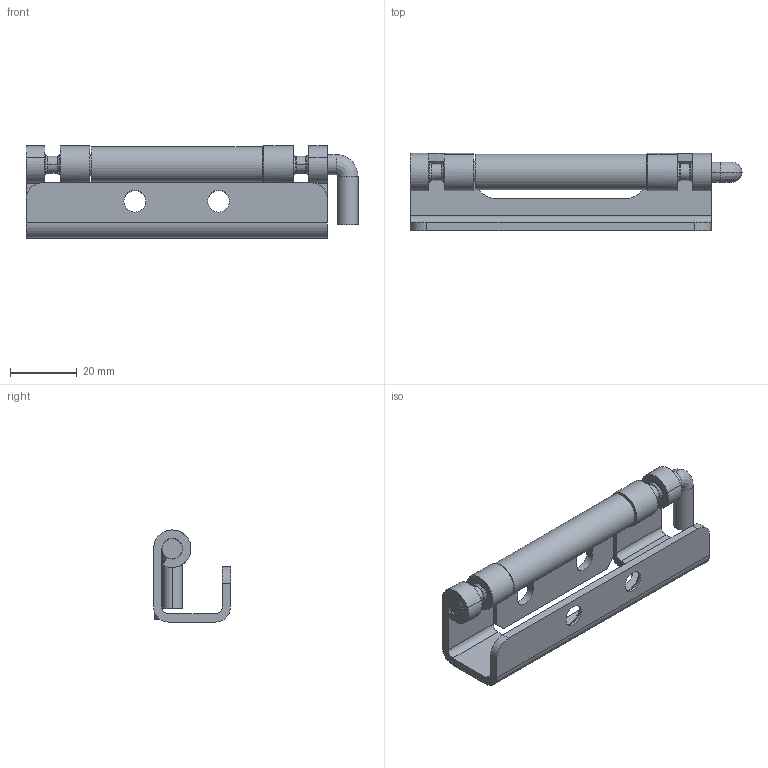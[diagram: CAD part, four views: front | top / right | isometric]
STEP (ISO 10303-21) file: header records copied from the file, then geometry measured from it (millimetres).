
FILE_DESCRIPTION(/* description */ (''),/* implementation_level */ '2;1');
FILE_NAME(/* name */ 'JL283-1C',/* time_stamp */ '2025-02-09T15:51:25+08:00',/* author */ (''),/* organization */ (''),/* preprocessor_version */ 'ST-DEVELOPER v19.2',/* originating_system */ 'Rhino 8.5',/* authorisation */ '');
FILE_SCHEMA (('CONFIG_CONTROL_DESIGN'));
Length unit declared in the file: millimetre
Products named in the file (1): Document
Bounding box: 99.12 x 23 x 27.5 mm (x, y, z)
Volume: 17255.2 mm3; surface area: 15776.8 mm2
Topology: 3 solids, 7 shells, 134 faces, 336 edges, 212 vertices
Faces by surface type: plane 56, cylinder 48, bspline 30
Entity records: 4729 total; most frequent: CARTESIAN_POINT 1754, ORIENTED_EDGE 664, DIRECTION 428, EDGE_CURVE 336, AXIS2_PLACEMENT_3D 266, VERTEX_POINT 212, TRIMMED_CURVE 160, CIRCLE 160
